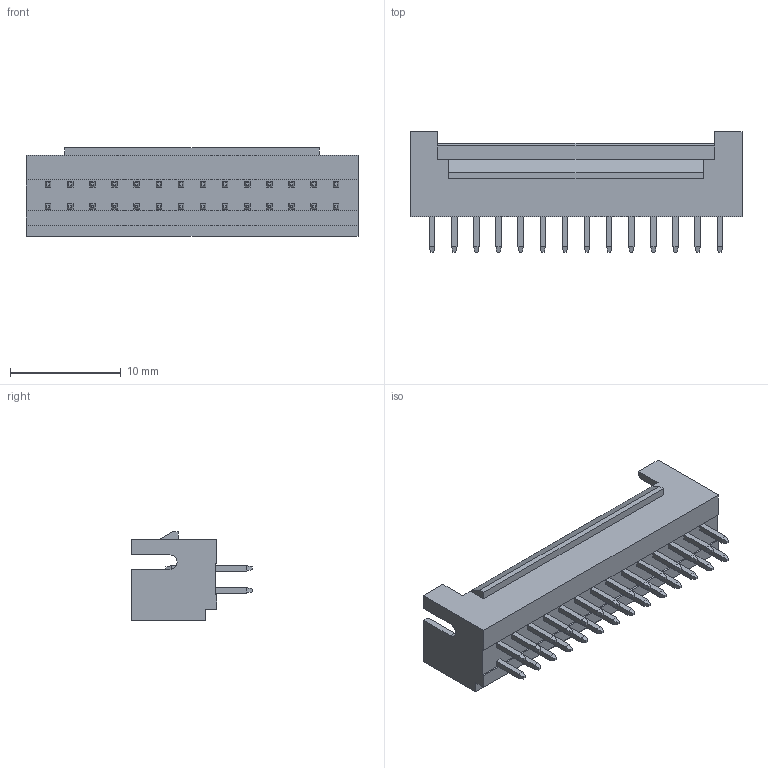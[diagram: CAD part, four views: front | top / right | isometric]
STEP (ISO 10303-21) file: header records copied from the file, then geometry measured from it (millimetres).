
FILE_DESCRIPTION((''),'2;1');
FILE_NAME('FWF20012-D32S22W5B','2025-06-19T',('工程三'),(''),'PRO/ENGINEER BY PARAMETRIC TECHNOLOGY CORPORATION, 2010280','PRO/ENGINEER BY PARAMETRIC TECHNOLOGY CORPORATION, 2010280','');
FILE_SCHEMA(('CONFIG_CONTROL_DESIGN'));
Length unit declared in the file: millimetre
Products named in the file (1): FWF20012-D32S22W5B
Bounding box: 30 x 10.9 x 8 mm (x, y, z)
Volume: 626.2 mm3; surface area: 1587.2 mm2
Topology: 1 solids, 1 shells, 555 faces, 1259 edges, 762 vertices
Faces by surface type: plane 553, cylinder 2
Entity records: 14939 total; most frequent: CARTESIAN_POINT 2576, ORIENTED_EDGE 2518, DIRECTION 2373, EDGE_CURVE 1259, VECTOR 1255, LINE 1255, VERTEX_POINT 762, EDGE_LOOP 611
